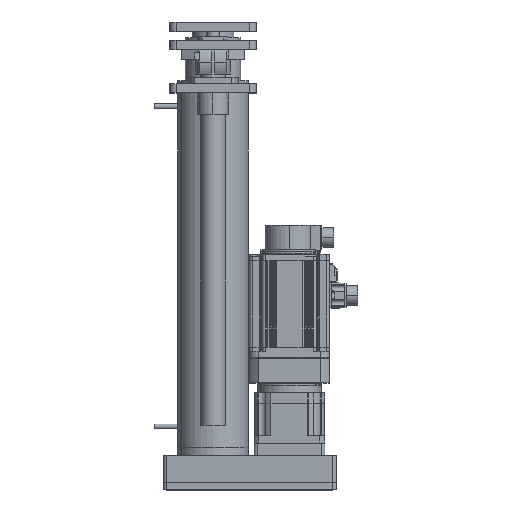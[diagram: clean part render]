
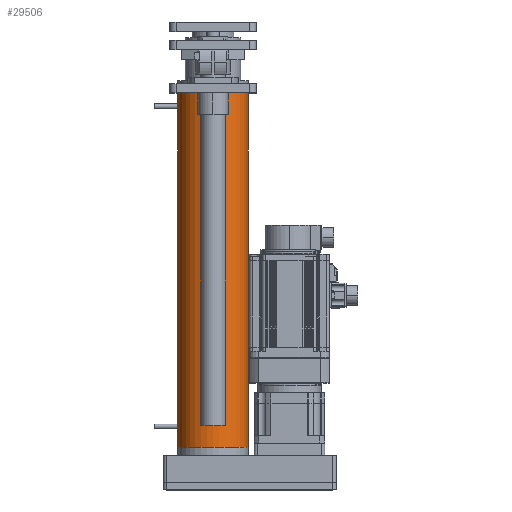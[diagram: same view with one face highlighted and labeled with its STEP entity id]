
A CAD part, top view. The second image highlights one B-rep face of the part: STEP entity #29506.
In plain terms, the highlighted cylindrical face has radius 57.5 mm (diameter 115 mm), a partial arc.
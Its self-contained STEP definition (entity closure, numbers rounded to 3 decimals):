
#1768 = AXIS2_PLACEMENT_3D ( 'NONE', #29470, #38367, #23072 ) ;
#2357 = CIRCLE ( 'NONE', #43048, 57.5 ) ;
#2546 = VERTEX_POINT ( 'NONE', #31846 ) ;
#2553 = CARTESIAN_POINT ( 'NONE',  ( 0., 0., 591. ) ) ;
#3995 = VERTEX_POINT ( 'NONE', #30314 ) ;
#5888 = VERTEX_POINT ( 'NONE', #6249 ) ;
#6249 = CARTESIAN_POINT ( 'NONE',  ( -57.5, 0., 576. ) ) ;
#6783 = CARTESIAN_POINT ( 'NONE',  ( 0., 0., 576. ) ) ;
#10693 = CIRCLE ( 'NONE', #1768, 57.5 ) ;
#15093 = DIRECTION ( 'NONE',  ( 0., 0., -1. ) ) ;
#15886 = CARTESIAN_POINT ( 'NONE',  ( -57.5, 0., 591. ) ) ;
#17895 = ORIENTED_EDGE ( 'NONE', *, *, #25110, .F. ) ;
#18071 = FACE_OUTER_BOUND ( 'NONE', #25347, .T. ) ;
#18329 = DIRECTION ( 'NONE',  ( -1., 0., 0. ) ) ;
#19959 = LINE ( 'NONE', #15886, #37723 ) ;
#21280 = AXIS2_PLACEMENT_3D ( 'NONE', #2553, #25962, #18329 ) ;
#21622 = ORIENTED_EDGE ( 'NONE', *, *, #49206, .F. ) ;
#22223 = CARTESIAN_POINT ( 'NONE',  ( 57.5, 0., 591. ) ) ;
#23072 = DIRECTION ( 'NONE',  ( 1., 0., 0. ) ) ;
#25110 = EDGE_CURVE ( 'NONE', #5888, #41486, #19959, .T. ) ;
#25347 = EDGE_LOOP ( 'NONE', ( #21622, #29604, #37227, #17895 ) ) ;
#25704 = CYLINDRICAL_SURFACE ( 'NONE', #21280, 57.5 ) ;
#25962 = DIRECTION ( 'NONE',  ( 0., 0., -1. ) ) ;
#27367 = DIRECTION ( 'NONE',  ( 0., 0., -1. ) ) ;
#29470 = CARTESIAN_POINT ( 'NONE',  ( 0., 0., 0. ) ) ;
#29506 = ADVANCED_FACE ( 'NONE', ( #18071 ), #25704, .T. ) ;
#29604 = ORIENTED_EDGE ( 'NONE', *, *, #38362, .T. ) ;
#30228 = DIRECTION ( 'NONE',  ( 1., 0., 0. ) ) ;
#30314 = CARTESIAN_POINT ( 'NONE',  ( 57.5, 0., 0. ) ) ;
#30391 = LINE ( 'NONE', #22223, #46201 ) ;
#31846 = CARTESIAN_POINT ( 'NONE',  ( 57.5, 0., 576. ) ) ;
#33043 = DIRECTION ( 'NONE',  ( 0., 0., 1. ) ) ;
#37227 = ORIENTED_EDGE ( 'NONE', *, *, #40838, .T. ) ;
#37723 = VECTOR ( 'NONE', #27367, 1000. ) ;
#38362 = EDGE_CURVE ( 'NONE', #2546, #3995, #30391, .T. ) ;
#38367 = DIRECTION ( 'NONE',  ( 0., 0., 1. ) ) ;
#40838 = EDGE_CURVE ( 'NONE', #3995, #41486, #10693, .T. ) ;
#41486 = VERTEX_POINT ( 'NONE', #44151 ) ;
#43048 = AXIS2_PLACEMENT_3D ( 'NONE', #6783, #33043, #30228 ) ;
#44151 = CARTESIAN_POINT ( 'NONE',  ( -57.5, 0., 0. ) ) ;
#46201 = VECTOR ( 'NONE', #15093, 1000. ) ;
#49206 = EDGE_CURVE ( 'NONE', #2546, #5888, #2357, .T. ) ;
